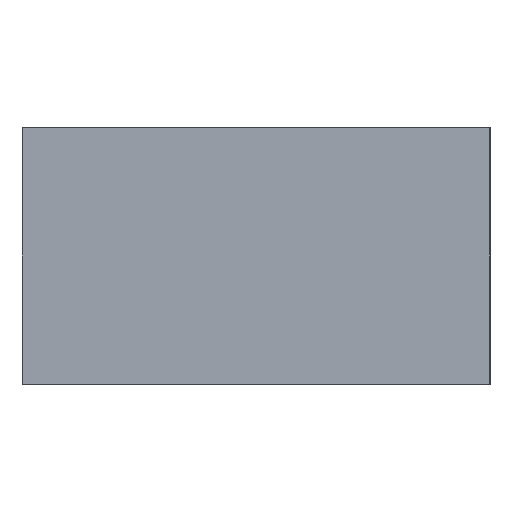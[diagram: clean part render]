
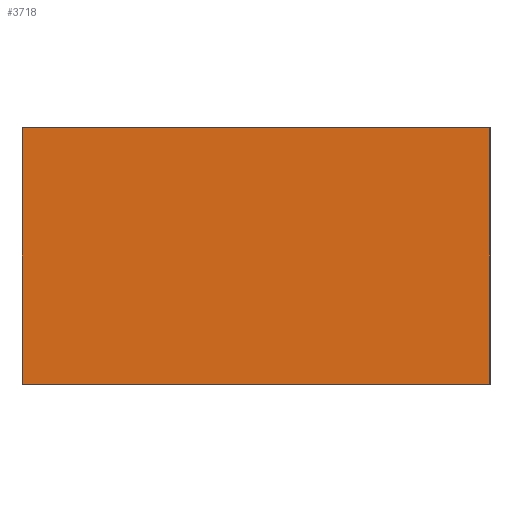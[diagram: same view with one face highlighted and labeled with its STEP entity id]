
A CAD part, left-side view. The second image highlights one B-rep face of the part: STEP entity #3718.
In plain terms, the highlighted planar face has unit normal (-1, 0, 0).
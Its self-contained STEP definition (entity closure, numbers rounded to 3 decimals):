
#839 = PLANE ( 'NONE',  #5146 ) ;
#849 = CARTESIAN_POINT ( 'NONE',  ( -0.8, 0.4, 0.45 ) ) ;
#850 = DIRECTION ( 'NONE',  ( 1., 0., 0. ) ) ;
#851 = DIRECTION ( 'NONE',  ( 0., 1., 0. ) ) ;
#975 = LINE ( 'NONE', #976, #2944 ) ;
#976 = CARTESIAN_POINT ( 'NONE',  ( -0.8, -0.41, 0.45 ) ) ;
#977 = DIRECTION ( 'NONE',  ( 0., 0., -1. ) ) ;
#1073 = LINE ( 'NONE', #1074, #1353 ) ;
#1074 = CARTESIAN_POINT ( 'NONE',  ( -0.8, 0.4, 0. ) ) ;
#1075 = DIRECTION ( 'NONE',  ( 0., -1., 0. ) ) ;
#1346 = VECTOR ( 'NONE', #4576, 1000. ) ;
#1349 = VECTOR ( 'NONE', #4594, 1000. ) ;
#1353 = VECTOR ( 'NONE', #1075, 1000. ) ;
#1856 = CARTESIAN_POINT ( 'NONE',  ( -0.8, -0.41, 0. ) ) ;
#1933 = CARTESIAN_POINT ( 'NONE',  ( -0.8, 0.41, 0.45 ) ) ;
#1936 = CARTESIAN_POINT ( 'NONE',  ( -0.8, 0.41, 0. ) ) ;
#1939 = CARTESIAN_POINT ( 'NONE',  ( -0.8, -0.41, 0.45 ) ) ;
#1948 = VERTEX_POINT ( 'NONE', #1939 ) ;
#1951 = VERTEX_POINT ( 'NONE', #1936 ) ;
#1954 = VERTEX_POINT ( 'NONE', #1933 ) ;
#2031 = VERTEX_POINT ( 'NONE', #1856 ) ;
#2944 = VECTOR ( 'NONE', #977, 1000. ) ;
#3035 = ORIENTED_EDGE ( 'NONE', *, *, #3641, .T. ) ;
#3045 = ORIENTED_EDGE ( 'NONE', *, *, #3630, .F. ) ;
#3065 = ORIENTED_EDGE ( 'NONE', *, *, #3633, .F. ) ;
#3083 = ORIENTED_EDGE ( 'NONE', *, *, #3735, .F. ) ;
#3630 = EDGE_CURVE ( 'NONE', #1954, #1948, #4574, .T. ) ;
#3633 = EDGE_CURVE ( 'NONE', #1951, #1954, #4592, .T. ) ;
#3641 = EDGE_CURVE ( 'NONE', #1951, #2031, #1073, .T. ) ;
#3718 = ADVANCED_FACE ( 'NONE', ( #5621 ), #839, .F. ) ;
#3735 = EDGE_CURVE ( 'NONE', #1948, #2031, #975, .T. ) ;
#4574 = LINE ( 'NONE', #4575, #1346 ) ;
#4575 = CARTESIAN_POINT ( 'NONE',  ( -0.8, 0.4, 0.45 ) ) ;
#4576 = DIRECTION ( 'NONE',  ( 0., -1., 0. ) ) ;
#4592 = LINE ( 'NONE', #4593, #1349 ) ;
#4593 = CARTESIAN_POINT ( 'NONE',  ( -0.8, 0.41, 0.45 ) ) ;
#4594 = DIRECTION ( 'NONE',  ( 0., 0., 1. ) ) ;
#5146 = AXIS2_PLACEMENT_3D ( 'NONE', #849, #850, #851 ) ;
#5524 = EDGE_LOOP ( 'NONE', ( #3035, #3083, #3045, #3065 ) ) ;
#5621 = FACE_OUTER_BOUND ( 'NONE', #5524, .T. ) ;
